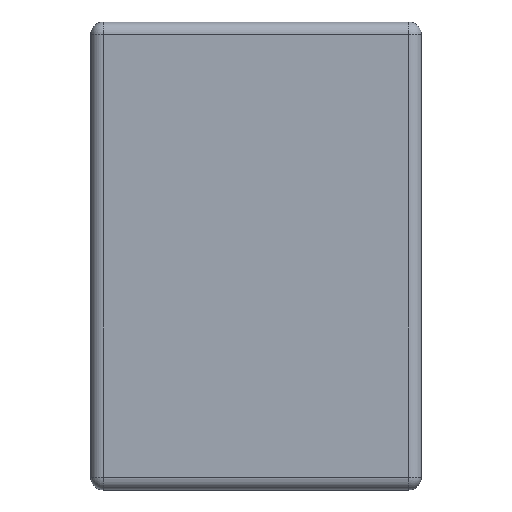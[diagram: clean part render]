
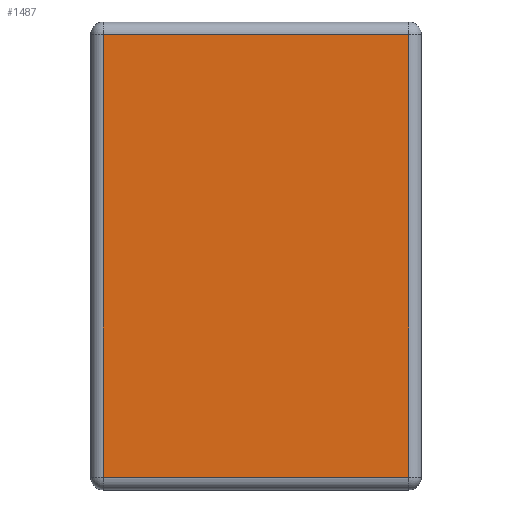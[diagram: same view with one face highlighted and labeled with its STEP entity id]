
A CAD part, top view. The second image highlights one B-rep face of the part: STEP entity #1487.
In plain terms, the highlighted planar face has unit normal (0, 0, 1).
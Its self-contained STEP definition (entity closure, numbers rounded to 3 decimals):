
#100 = CYLINDRICAL_SURFACE('',#101,2.);
#101 = AXIS2_PLACEMENT_3D('',#102,#103,#104);
#102 = CARTESIAN_POINT('',(-26.5,35.5,20.7));
#103 = DIRECTION('',(1.,0.,0.));
#104 = DIRECTION('',(-0.,1.,0.));
#697 = VERTEX_POINT('',#698);
#698 = CARTESIAN_POINT('',(-24.5,35.5,22.7));
#720 = EDGE_CURVE('',#697,#721,#723,.T.);
#721 = VERTEX_POINT('',#722);
#722 = CARTESIAN_POINT('',(24.5,35.5,22.7));
#723 = SURFACE_CURVE('',#724,(#728,#735),.PCURVE_S1.);
#724 = LINE('',#725,#726);
#725 = CARTESIAN_POINT('',(-26.5,35.5,22.7));
#726 = VECTOR('',#727,1.);
#727 = DIRECTION('',(1.,0.,0.));
#728 = PCURVE('',#100,#729);
#729 = DEFINITIONAL_REPRESENTATION('',(#730),#734);
#730 = LINE('',#731,#732);
#731 = CARTESIAN_POINT('',(1.571,0.));
#732 = VECTOR('',#733,1.);
#733 = DIRECTION('',(0.,1.));
#734 = ( GEOMETRIC_REPRESENTATION_CONTEXT(2) 
PARAMETRIC_REPRESENTATION_CONTEXT() REPRESENTATION_CONTEXT('2D SPACE',''
  ) );
#735 = PCURVE('',#736,#741);
#736 = PLANE('',#737);
#737 = AXIS2_PLACEMENT_3D('',#738,#739,#740);
#738 = CARTESIAN_POINT('',(0.,0.,22.7));
#739 = DIRECTION('',(0.,0.,1.));
#740 = DIRECTION('',(1.,0.,0.));
#741 = DEFINITIONAL_REPRESENTATION('',(#742),#746);
#742 = LINE('',#743,#744);
#743 = CARTESIAN_POINT('',(-26.5,35.5));
#744 = VECTOR('',#745,1.);
#745 = DIRECTION('',(1.,0.));
#746 = ( GEOMETRIC_REPRESENTATION_CONTEXT(2) 
PARAMETRIC_REPRESENTATION_CONTEXT() REPRESENTATION_CONTEXT('2D SPACE',''
  ) );
#812 = CYLINDRICAL_SURFACE('',#813,2.);
#813 = AXIS2_PLACEMENT_3D('',#814,#815,#816);
#814 = CARTESIAN_POINT('',(-24.5,-37.5,20.7));
#815 = DIRECTION('',(0.,1.,0.));
#816 = DIRECTION('',(-1.,0.,0.));
#846 = CYLINDRICAL_SURFACE('',#847,2.);
#847 = AXIS2_PLACEMENT_3D('',#848,#849,#850);
#848 = CARTESIAN_POINT('',(24.5,37.5,20.7));
#849 = DIRECTION('',(0.,-1.,0.));
#850 = DIRECTION('',(1.,0.,0.));
#1008 = CYLINDRICAL_SURFACE('',#1009,2.);
#1009 = AXIS2_PLACEMENT_3D('',#1010,#1011,#1012);
#1010 = CARTESIAN_POINT('',(26.5,-35.5,20.7));
#1011 = DIRECTION('',(-1.,0.,0.));
#1012 = DIRECTION('',(0.,0.,1.));
#1487 = ADVANCED_FACE('',(#1488),#736,.T.);
#1488 = FACE_BOUND('',#1489,.T.);
#1489 = EDGE_LOOP('',(#1490,#1515,#1536,#1537));
#1490 = ORIENTED_EDGE('',*,*,#1491,.F.);
#1491 = EDGE_CURVE('',#1492,#1494,#1496,.T.);
#1492 = VERTEX_POINT('',#1493);
#1493 = CARTESIAN_POINT('',(24.5,-35.5,22.7));
#1494 = VERTEX_POINT('',#1495);
#1495 = CARTESIAN_POINT('',(-24.5,-35.5,22.7));
#1496 = SURFACE_CURVE('',#1497,(#1501,#1508),.PCURVE_S1.);
#1497 = LINE('',#1498,#1499);
#1498 = CARTESIAN_POINT('',(26.5,-35.5,22.7));
#1499 = VECTOR('',#1500,1.);
#1500 = DIRECTION('',(-1.,0.,0.));
#1501 = PCURVE('',#736,#1502);
#1502 = DEFINITIONAL_REPRESENTATION('',(#1503),#1507);
#1503 = LINE('',#1504,#1505);
#1504 = CARTESIAN_POINT('',(26.5,-35.5));
#1505 = VECTOR('',#1506,1.);
#1506 = DIRECTION('',(-1.,0.));
#1507 = ( GEOMETRIC_REPRESENTATION_CONTEXT(2) 
PARAMETRIC_REPRESENTATION_CONTEXT() REPRESENTATION_CONTEXT('2D SPACE',''
  ) );
#1508 = PCURVE('',#1008,#1509);
#1509 = DEFINITIONAL_REPRESENTATION('',(#1510),#1514);
#1510 = LINE('',#1511,#1512);
#1511 = CARTESIAN_POINT('',(-0.,0.));
#1512 = VECTOR('',#1513,1.);
#1513 = DIRECTION('',(-0.,1.));
#1514 = ( GEOMETRIC_REPRESENTATION_CONTEXT(2) 
PARAMETRIC_REPRESENTATION_CONTEXT() REPRESENTATION_CONTEXT('2D SPACE',''
  ) );
#1515 = ORIENTED_EDGE('',*,*,#1516,.F.);
#1516 = EDGE_CURVE('',#721,#1492,#1517,.T.);
#1517 = SURFACE_CURVE('',#1518,(#1522,#1529),.PCURVE_S1.);
#1518 = LINE('',#1519,#1520);
#1519 = CARTESIAN_POINT('',(24.5,37.5,22.7));
#1520 = VECTOR('',#1521,1.);
#1521 = DIRECTION('',(0.,-1.,0.));
#1522 = PCURVE('',#736,#1523);
#1523 = DEFINITIONAL_REPRESENTATION('',(#1524),#1528);
#1524 = LINE('',#1525,#1526);
#1525 = CARTESIAN_POINT('',(24.5,37.5));
#1526 = VECTOR('',#1527,1.);
#1527 = DIRECTION('',(0.,-1.));
#1528 = ( GEOMETRIC_REPRESENTATION_CONTEXT(2) 
PARAMETRIC_REPRESENTATION_CONTEXT() REPRESENTATION_CONTEXT('2D SPACE',''
  ) );
#1529 = PCURVE('',#846,#1530);
#1530 = DEFINITIONAL_REPRESENTATION('',(#1531),#1535);
#1531 = LINE('',#1532,#1533);
#1532 = CARTESIAN_POINT('',(1.571,0.));
#1533 = VECTOR('',#1534,1.);
#1534 = DIRECTION('',(0.,1.));
#1535 = ( GEOMETRIC_REPRESENTATION_CONTEXT(2) 
PARAMETRIC_REPRESENTATION_CONTEXT() REPRESENTATION_CONTEXT('2D SPACE',''
  ) );
#1536 = ORIENTED_EDGE('',*,*,#720,.F.);
#1537 = ORIENTED_EDGE('',*,*,#1538,.F.);
#1538 = EDGE_CURVE('',#1494,#697,#1539,.T.);
#1539 = SURFACE_CURVE('',#1540,(#1544,#1551),.PCURVE_S1.);
#1540 = LINE('',#1541,#1542);
#1541 = CARTESIAN_POINT('',(-24.5,-37.5,22.7));
#1542 = VECTOR('',#1543,1.);
#1543 = DIRECTION('',(0.,1.,0.));
#1544 = PCURVE('',#736,#1545);
#1545 = DEFINITIONAL_REPRESENTATION('',(#1546),#1550);
#1546 = LINE('',#1547,#1548);
#1547 = CARTESIAN_POINT('',(-24.5,-37.5));
#1548 = VECTOR('',#1549,1.);
#1549 = DIRECTION('',(0.,1.));
#1550 = ( GEOMETRIC_REPRESENTATION_CONTEXT(2) 
PARAMETRIC_REPRESENTATION_CONTEXT() REPRESENTATION_CONTEXT('2D SPACE',''
  ) );
#1551 = PCURVE('',#812,#1552);
#1552 = DEFINITIONAL_REPRESENTATION('',(#1553),#1557);
#1553 = LINE('',#1554,#1555);
#1554 = CARTESIAN_POINT('',(1.571,0.));
#1555 = VECTOR('',#1556,1.);
#1556 = DIRECTION('',(0.,1.));
#1557 = ( GEOMETRIC_REPRESENTATION_CONTEXT(2) 
PARAMETRIC_REPRESENTATION_CONTEXT() REPRESENTATION_CONTEXT('2D SPACE',''
  ) );
